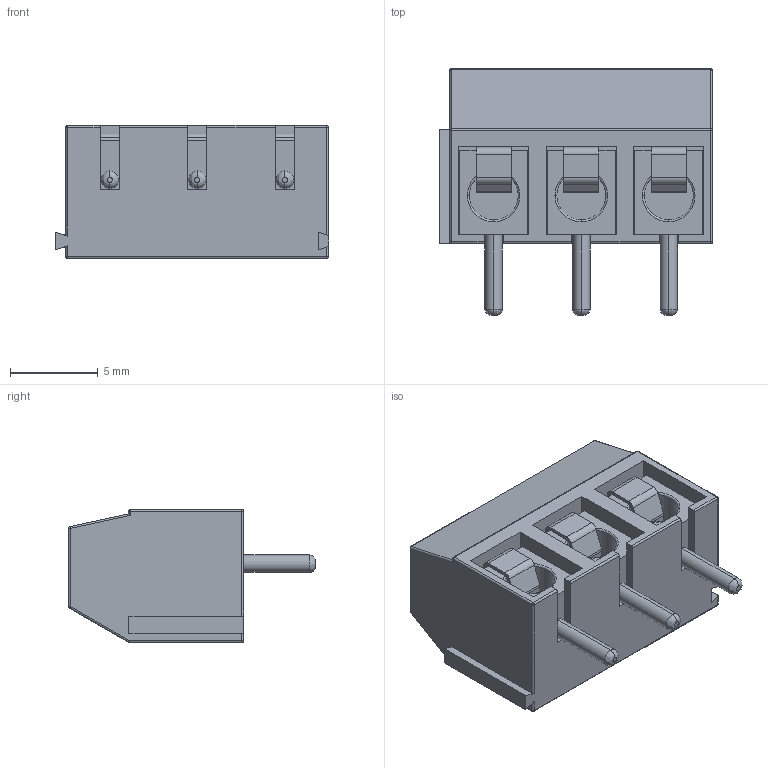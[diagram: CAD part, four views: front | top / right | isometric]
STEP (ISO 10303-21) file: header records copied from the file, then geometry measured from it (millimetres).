
FILE_DESCRIPTION((''),'2;1');
FILE_NAME('TB5P-3P_P5_L15_W7-6_H10','2019-11-24T',('Dragos'),(''),'PRO/ENGINEER BY PARAMETRIC TECHNOLOGY CORPORATION, 2004440','PRO/ENGINEER BY PARAMETRIC TECHNOLOGY CORPORATION, 2004440','');
FILE_SCHEMA(('AUTOMOTIVE_DESIGN { 1 0 10303 214 1 1 1 1 }'));
Length unit declared in the file: millimetre
Products named in the file (1): TB5P-3P_P5_L15_W7-6_H10
Bounding box: 15.6 x 14.1 x 7.6 mm (x, y, z)
Volume: 830.8 mm3; surface area: 1638.5 mm2
Topology: 1 solids, 1 shells, 298 faces, 736 edges, 472 vertices
Faces by surface type: plane 129, cylinder 109, torus 30, bspline 18, sphere 12
Entity records: 14213 total; most frequent: CARTESIAN_POINT 3534, DIRECTION 1496, ORIENTED_EDGE 1442, PRESENTATION_STYLE_ASSIGNMENT 847, STYLED_ITEM 738, CURVE_STYLE 737, EDGE_CURVE 721, AXIS2_PLACEMENT_3D 533
